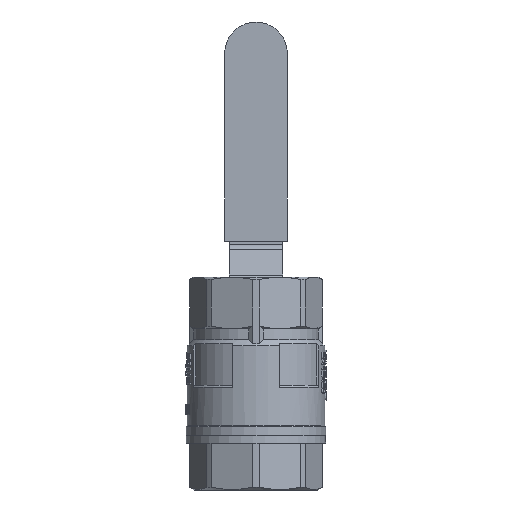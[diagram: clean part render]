
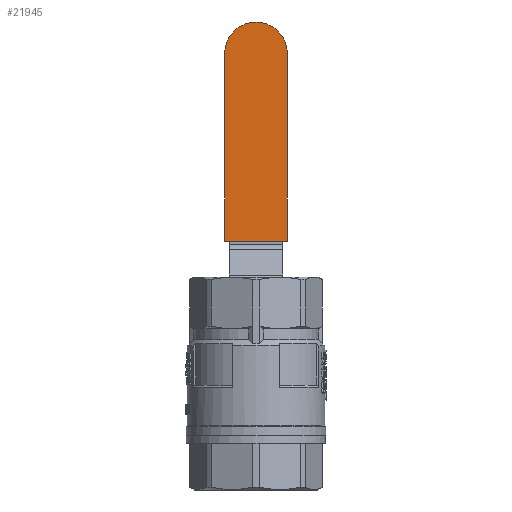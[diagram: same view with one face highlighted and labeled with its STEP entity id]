
A CAD part, left-side view. The second image highlights one B-rep face of the part: STEP entity #21945.
In plain terms, the highlighted face is planar.
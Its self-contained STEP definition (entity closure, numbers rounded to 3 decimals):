
#2043=CIRCLE('',#30914,10.);
#2927=ORIENTED_EDGE('',*,*,#9626,.T.);
#2928=ORIENTED_EDGE('',*,*,#9637,.F.);
#2929=ORIENTED_EDGE('',*,*,#9621,.F.);
#2930=ORIENTED_EDGE('',*,*,#9636,.T.);
#9621=EDGE_CURVE('',#13011,#13009,#15356,.T.);
#9626=EDGE_CURVE('',#13016,#13017,#2043,.T.);
#9636=EDGE_CURVE('',#13011,#13016,#15368,.T.);
#9637=EDGE_CURVE('',#13009,#13017,#15369,.T.);
#13009=VERTEX_POINT('',#42439);
#13011=VERTEX_POINT('',#42443);
#13016=VERTEX_POINT('',#42455);
#13017=VERTEX_POINT('',#42456);
#15356=LINE('',#42444,#16779);
#15368=LINE('',#42474,#16791);
#15369=LINE('',#42476,#16792);
#16779=VECTOR('',#34461,1000.);
#16791=VECTOR('',#34487,1000.);
#16792=VECTOR('',#34490,1000.);
#18145=EDGE_LOOP('',(#2927,#2928,#2929,#2930));
#19517=FACE_BOUND('',#18145,.T.);
#20828=PLANE('',#30920);
#21945=ADVANCED_FACE('',(#19517),#20828,.T.);
#30914=AXIS2_PLACEMENT_3D('',#42454,#34468,#34469);
#30920=AXIS2_PLACEMENT_3D('',#42475,#34488,#34489);
#34461=DIRECTION('',(0.,-1.,0.));
#34468=DIRECTION('',(0.,0.,-1.));
#34469=DIRECTION('',(-1.,0.,0.));
#34487=DIRECTION('',(1.,0.,0.));
#34488=DIRECTION('',(0.,0.,-1.));
#34489=DIRECTION('',(0.,-1.,0.));
#34490=DIRECTION('',(1.,0.,0.));
#42439=CARTESIAN_POINT('',(0.,0.,0.));
#42443=CARTESIAN_POINT('',(0.,20.,0.));
#42444=CARTESIAN_POINT('',(0.,20.,0.));
#42454=CARTESIAN_POINT('',(60.,10.,0.));
#42455=CARTESIAN_POINT('',(60.,20.,0.));
#42456=CARTESIAN_POINT('',(60.,0.,0.));
#42474=CARTESIAN_POINT('',(0.,20.,0.));
#42475=CARTESIAN_POINT('',(0.,20.,0.));
#42476=CARTESIAN_POINT('',(0.,0.,0.));
